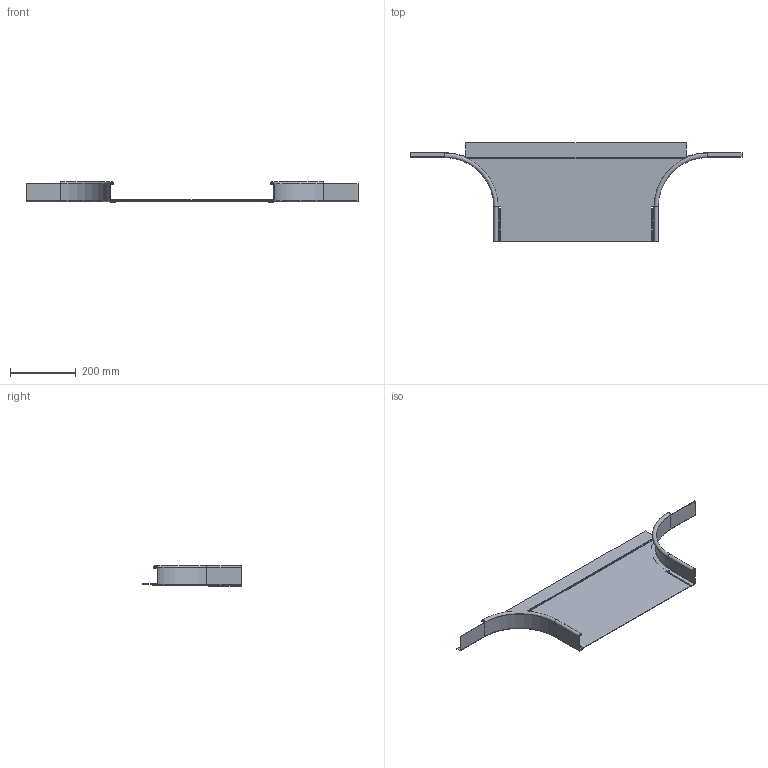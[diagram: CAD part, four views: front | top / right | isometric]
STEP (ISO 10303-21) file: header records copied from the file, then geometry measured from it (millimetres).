
FILE_DESCRIPTION((''),'2;1');
FILE_NAME('7002416_ORG_ASM','2012-06-21T',('AndreasKeweloh'),(''),'PRO/ENGINEER BY PARAMETRIC TECHNOLOGY CORPORATION, 2012060','PRO/ENGINEER BY PARAMETRIC TECHNOLOGY CORPORATION, 2012060','');
FILE_SCHEMA(('CONFIG_CONTROL_DESIGN'));
Length unit declared in the file: millimetre
Products named in the file (5): PRT0001; PRT0002; PRT0003; ASM0002_ASM; 7002416_ORG_ASM
Assembly tree (4 placements, depth 3):
  7002416_ORG_ASM
    ASM0002_ASM
      PRT0001
      PRT0002
      PRT0003
Bounding box: 1010 x 300 x 62 mm (x, y, z)
Volume: 342077.8 mm3; surface area: 486653.4 mm2
Topology: 3 solids, 3 shells, 124 faces, 286 edges, 168 vertices
Faces by surface type: plane 80, cylinder 36, torus 8
Entity records: 3569 total; most frequent: DIRECTION 638, CARTESIAN_POINT 590, ORIENTED_EDGE 572, EDGE_CURVE 286, AXIS2_PLACEMENT_3D 216, VECTOR 206, LINE 206, VERTEX_POINT 168
